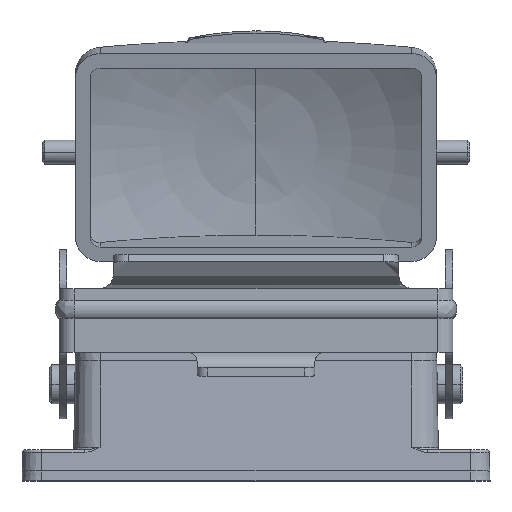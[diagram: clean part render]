
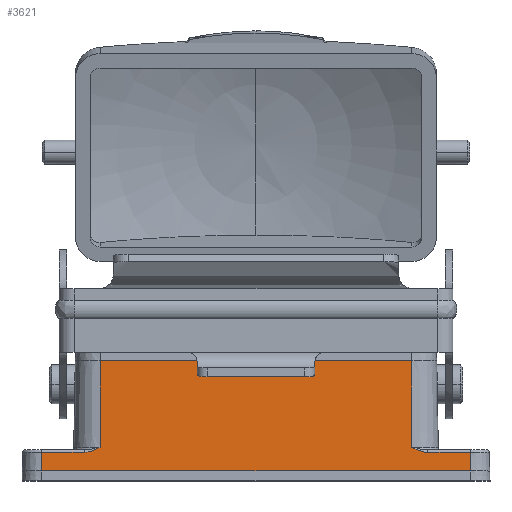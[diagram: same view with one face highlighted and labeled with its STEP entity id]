
A CAD part, top view. The second image highlights one B-rep face of the part: STEP entity #3621.
In plain terms, the highlighted planar face has unit normal (0, 0.018, 1).
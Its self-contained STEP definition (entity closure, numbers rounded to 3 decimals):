
#4 = PLANE ( 'NONE',  #7379 ) ;
#20 = VERTEX_POINT ( 'NONE', #1002 ) ;
#230 = CARTESIAN_POINT ( 'NONE',  ( -31.825, 0., 21.485 ) ) ;
#307 = CARTESIAN_POINT ( 'NONE',  ( -31.825, -27.5, 21.965 ) ) ;
#529 = CARTESIAN_POINT ( 'NONE',  ( -43.775, -27.5, 21.965 ) ) ;
#635 = DIRECTION ( 'NONE',  ( 0., -1., 0.017 ) ) ;
#650 = VECTOR ( 'NONE', #9271, 1000. ) ;
#827 = CARTESIAN_POINT ( 'NONE',  ( -32.868, -23.179, 21.89 ) ) ;
#931 = DIRECTION ( 'NONE',  ( -1., 0., 0. ) ) ;
#1002 = CARTESIAN_POINT ( 'NONE',  ( -43.775, -23.691, 21.899 ) ) ;
#1758 = DIRECTION ( 'NONE',  ( 0., 1., -0.017 ) ) ;
#1892 = CARTESIAN_POINT ( 'NONE',  ( -43.775, -29.5, 22. ) ) ;
#1936 = CARTESIAN_POINT ( 'NONE',  ( -33.956, -23.538, 21.896 ) ) ;
#1954 = ORIENTED_EDGE ( 'NONE', *, *, #7620, .F. ) ;
#2060 = VERTEX_POINT ( 'NONE', #3283 ) ;
#2188 = B_SPLINE_CURVE_WITH_KNOTS ( 'NONE', 3,
 ( #7975, #9077, #2455, #10165, #3559, #11302, #4669, #12375, #5813, #13483 ),
 .UNSPECIFIED., .F., .F.,
 ( 4, 2, 2, 2, 4 ),
 ( 0., 0.001, 0.002, 0.003, 0.003 ),
 .UNSPECIFIED. ) ;
#2455 = CARTESIAN_POINT ( 'NONE',  ( 34.513, -23.654, 21.898 ) ) ;
#2628 = ORIENTED_EDGE ( 'NONE', *, *, #10113, .F. ) ;
#3045 = CARTESIAN_POINT ( 'NONE',  ( -34.796, -23.691, 21.899 ) ) ;
#3283 = CARTESIAN_POINT ( 'NONE',  ( 43.775, -23.691, 21.899 ) ) ;
#3559 = CARTESIAN_POINT ( 'NONE',  ( 33.68, -23.458, 21.894 ) ) ;
#3621 = ADVANCED_FACE ( 'NONE', ( #12409 ), #4, .T. ) ;
#3676 = VECTOR ( 'NONE', #7403, 1000. ) ;
#3752 = ORIENTED_EDGE ( 'NONE', *, *, #6538, .T. ) ;
#3793 = CARTESIAN_POINT ( 'NONE',  ( -31.825, -22.709, 21.881 ) ) ;
#3944 = CARTESIAN_POINT ( 'NONE',  ( -31.825, -23.691, 21.899 ) ) ;
#4047 = DIRECTION ( 'NONE',  ( 0., -1., 0.017 ) ) ;
#4132 = CARTESIAN_POINT ( 'NONE',  ( 35.084, -23.691, 21.899 ) ) ;
#4669 = CARTESIAN_POINT ( 'NONE',  ( 32.873, -23.167, 21.889 ) ) ;
#4869 = VECTOR ( 'NONE', #12779, 1000. ) ;
#4888 = CARTESIAN_POINT ( 'NONE',  ( -31.825, -23.691, 21.899 ) ) ;
#5230 = LINE ( 'NONE', #3944, #4869 ) ;
#5779 = DIRECTION ( 'NONE',  ( 0., 1., -0.017 ) ) ;
#5813 = CARTESIAN_POINT ( 'NONE',  ( 32.084, -22.826, 21.883 ) ) ;
#6021 = EDGE_CURVE ( 'NONE', #20, #12083, #6967, .T. ) ;
#6241 = ORIENTED_EDGE ( 'NONE', *, *, #8852, .T. ) ;
#6538 = EDGE_CURVE ( 'NONE', #10029, #11063, #13650, .T. ) ;
#6560 = EDGE_CURVE ( 'NONE', #8126, #20, #5230, .T. ) ;
#6731 = EDGE_CURVE ( 'NONE', #11063, #11082, #14180, .T. ) ;
#6882 = ORIENTED_EDGE ( 'NONE', *, *, #6560, .T. ) ;
#6887 = VECTOR ( 'NONE', #10223, 1000. ) ;
#6917 = EDGE_CURVE ( 'NONE', #11884, #11082, #13630, .T. ) ;
#6967 = LINE ( 'NONE', #1892, #3676 ) ;
#7111 = EDGE_CURVE ( 'NONE', #11884, #8126, #12023, .T. ) ;
#7195 = CARTESIAN_POINT ( 'NONE',  ( 43.775, -27.5, 21.965 ) ) ;
#7243 = DIRECTION ( 'NONE',  ( 0., 0.017, 1. ) ) ;
#7379 = AXIS2_PLACEMENT_3D ( 'NONE', #13830, #7243, #635 ) ;
#7403 = DIRECTION ( 'NONE',  ( 0., -1., 0.017 ) ) ;
#7559 = EDGE_CURVE ( 'NONE', #14194, #10029, #2188, .T. ) ;
#7620 = EDGE_CURVE ( 'NONE', #13138, #12083, #9801, .T. ) ;
#7638 = ORIENTED_EDGE ( 'NONE', *, *, #6731, .T. ) ;
#7817 = ORIENTED_EDGE ( 'NONE', *, *, #6021, .T. ) ;
#7975 = CARTESIAN_POINT ( 'NONE',  ( 35.084, -23.691, 21.899 ) ) ;
#8126 = VERTEX_POINT ( 'NONE', #9246 ) ;
#8306 = VECTOR ( 'NONE', #4047, 1000. ) ;
#8321 = VECTOR ( 'NONE', #931, 1000. ) ;
#8373 = CARTESIAN_POINT ( 'NONE',  ( 31.825, 0., 21.485 ) ) ;
#8554 = CARTESIAN_POINT ( 'NONE',  ( -33.68, -23.458, 21.894 ) ) ;
#8852 = EDGE_CURVE ( 'NONE', #2060, #14194, #12374, .T. ) ;
#8918 = CARTESIAN_POINT ( 'NONE',  ( 31.825, -22.709, 21.881 ) ) ;
#9077 = CARTESIAN_POINT ( 'NONE',  ( 34.796, -23.691, 21.899 ) ) ;
#9147 = EDGE_LOOP ( 'NONE', ( #1954, #2628, #6241, #14132, #3752, #7638, #13006, #10867, #6882, #7817 ) ) ;
#9246 = CARTESIAN_POINT ( 'NONE',  ( -35.084, -23.691, 21.899 ) ) ;
#9271 = DIRECTION ( 'NONE',  ( -1., 0., 0. ) ) ;
#9305 = CARTESIAN_POINT ( 'NONE',  ( -32.346, -22.944, 21.885 ) ) ;
#9629 = CARTESIAN_POINT ( 'NONE',  ( -34.513, -23.654, 21.898 ) ) ;
#9801 = LINE ( 'NONE', #307, #6887 ) ;
#9936 = CARTESIAN_POINT ( 'NONE',  ( -31.825, -22.709, 21.881 ) ) ;
#10029 = VERTEX_POINT ( 'NONE', #8918 ) ;
#10113 = EDGE_CURVE ( 'NONE', #2060, #13138, #14157, .T. ) ;
#10165 = CARTESIAN_POINT ( 'NONE',  ( 33.956, -23.538, 21.896 ) ) ;
#10223 = DIRECTION ( 'NONE',  ( -1., 0., 0. ) ) ;
#10535 = CARTESIAN_POINT ( 'NONE',  ( 31.825, -5., 21.572 ) ) ;
#10669 = CARTESIAN_POINT ( 'NONE',  ( 43.775, -29.5, 22. ) ) ;
#10713 = VECTOR ( 'NONE', #5779, 1000. ) ;
#10732 = VECTOR ( 'NONE', #1758, 1000. ) ;
#10755 = CARTESIAN_POINT ( 'NONE',  ( -35.084, -23.691, 21.899 ) ) ;
#10867 = ORIENTED_EDGE ( 'NONE', *, *, #7111, .T. ) ;
#11063 = VERTEX_POINT ( 'NONE', #10535 ) ;
#11082 = VERTEX_POINT ( 'NONE', #13946 ) ;
#11302 = CARTESIAN_POINT ( 'NONE',  ( 33.139, -23.272, 21.891 ) ) ;
#11884 = VERTEX_POINT ( 'NONE', #9936 ) ;
#11939 = CARTESIAN_POINT ( 'NONE',  ( -31.825, -5., 21.572 ) ) ;
#12023 = B_SPLINE_CURVE_WITH_KNOTS ( 'NONE', 3,
 ( #3793, #9305, #827, #8554, #1936, #9629, #3045, #10755 ),
 .UNSPECIFIED., .F., .F.,
 ( 4, 2, 2, 4 ),
 ( 0., 0.002, 0.003, 0.003 ),
 .UNSPECIFIED. ) ;
#12083 = VERTEX_POINT ( 'NONE', #529 ) ;
#12374 = LINE ( 'NONE', #4888, #650 ) ;
#12375 = CARTESIAN_POINT ( 'NONE',  ( 32.347, -22.944, 21.885 ) ) ;
#12409 = FACE_OUTER_BOUND ( 'NONE', #9147, .T. ) ;
#12779 = DIRECTION ( 'NONE',  ( -1., 0., 0. ) ) ;
#13006 = ORIENTED_EDGE ( 'NONE', *, *, #6917, .F. ) ;
#13138 = VERTEX_POINT ( 'NONE', #7195 ) ;
#13483 = CARTESIAN_POINT ( 'NONE',  ( 31.825, -22.709, 21.881 ) ) ;
#13630 = LINE ( 'NONE', #230, #10713 ) ;
#13650 = LINE ( 'NONE', #8373, #10732 ) ;
#13830 = CARTESIAN_POINT ( 'NONE',  ( -31.825, 0., 21.485 ) ) ;
#13946 = CARTESIAN_POINT ( 'NONE',  ( -31.825, -5., 21.572 ) ) ;
#14132 = ORIENTED_EDGE ( 'NONE', *, *, #7559, .T. ) ;
#14157 = LINE ( 'NONE', #10669, #8306 ) ;
#14180 = LINE ( 'NONE', #11939, #8321 ) ;
#14194 = VERTEX_POINT ( 'NONE', #4132 ) ;
